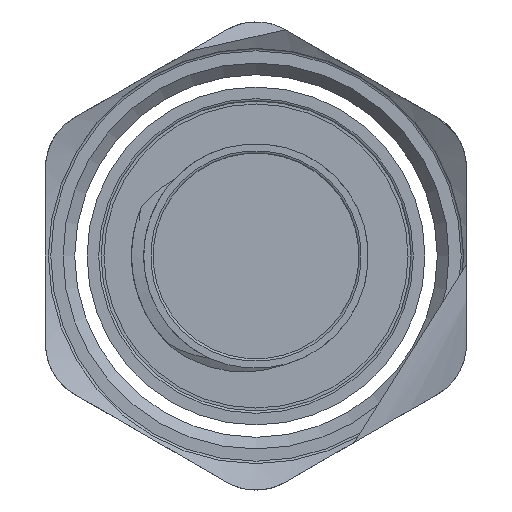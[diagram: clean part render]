
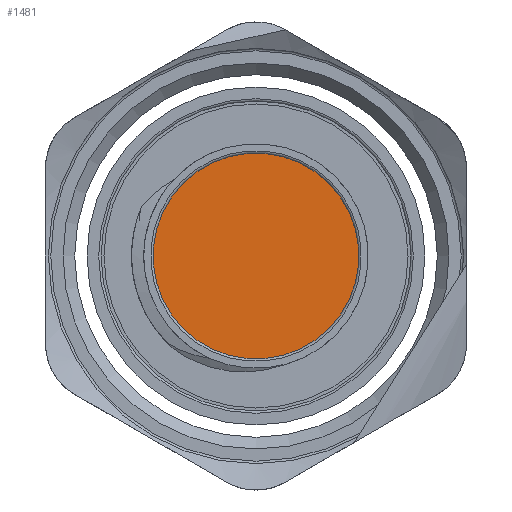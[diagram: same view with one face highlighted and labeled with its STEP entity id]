
A CAD part, front view. The second image highlights one B-rep face of the part: STEP entity #1481.
In plain terms, the highlighted planar face has unit normal (0, -1, 0).
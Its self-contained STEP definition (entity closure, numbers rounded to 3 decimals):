
#86=PLANE('',#1598);
#120=FACE_OUTER_BOUND('',#210,.T.);
#210=EDGE_LOOP('',(#924));
#370=CIRCLE('',#1599,8.8);
#560=VERTEX_POINT('',#2140);
#704=EDGE_CURVE('',#560,#560,#370,.T.);
#924=ORIENTED_EDGE('',*,*,#704,.F.);
#1481=ADVANCED_FACE('',(#120),#86,.F.);
#1598=AXIS2_PLACEMENT_3D('',#2139,#1760,#1761);
#1599=AXIS2_PLACEMENT_3D('',#2141,#1762,#1763);
#1760=DIRECTION('center_axis',(0.,1.,0.));
#1761=DIRECTION('ref_axis',(0.,0.,1.));
#1762=DIRECTION('center_axis',(0.,1.,0.));
#1763=DIRECTION('ref_axis',(0.259,0.,-0.966));
#2139=CARTESIAN_POINT('Origin',(-1.091,-61.901,0.358));
#2140=CARTESIAN_POINT('',(-3.368,-61.901,8.859));
#2141=CARTESIAN_POINT('Origin',(-1.091,-61.901,0.358));
